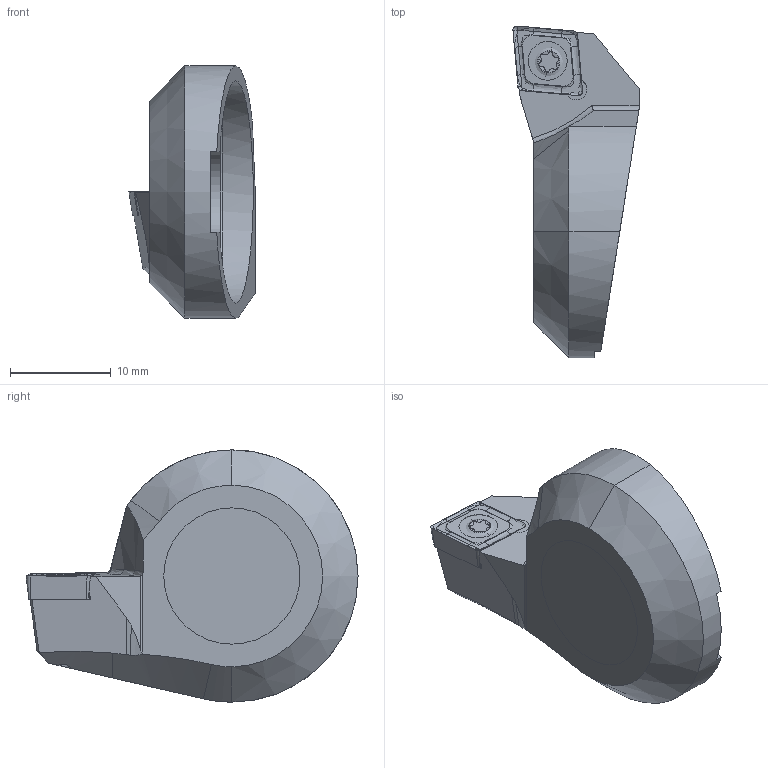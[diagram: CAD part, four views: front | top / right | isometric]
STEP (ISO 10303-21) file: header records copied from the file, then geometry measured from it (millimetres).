
FILE_DESCRIPTION (( 'STEP AP203' ), '1' );
FILE_NAME ('R51-FBHS-06LF.STEP', '2018-02-27T09:02:20', ( 'SWIAdmin' ), ( 'Hewlett-Packard Company' ), 'SwSTEP 2.0', 'SolidWorks 2017', '' );
FILE_SCHEMA (( 'CONFIG_CONTROL_DESIGN' ));
Length unit declared in the file: millimetre
Products named in the file (4): F42-WCA.002.009_C_fertigbearbeitet; CCMT060204; WCA-ER2.001.006_A; R51-FBHS-06LF
Assembly tree (3 placements, depth 2):
  R51-FBHS-06LF
    F42-WCA.002.009_C_fertigbearbeitet
    CCMT060204
    WCA-ER2.001.006_A
Bounding box: 12.5 x 32.9 x 25 mm (x, y, z)
Volume: 3233.1 mm3; surface area: 2724.3 mm2
Topology: 5 solids, 5 shells, 147 faces, 371 edges, 230 vertices
Faces by surface type: plane 48, cylinder 45, cone 28, torus 12, bspline 12, sphere 2
Entity records: 5080 total; most frequent: CARTESIAN_POINT 1320, ORIENTED_EDGE 734, DIRECTION 673, EDGE_CURVE 367, AXIS2_PLACEMENT_3D 257, VERTEX_POINT 230, LINE 159, VECTOR 159
